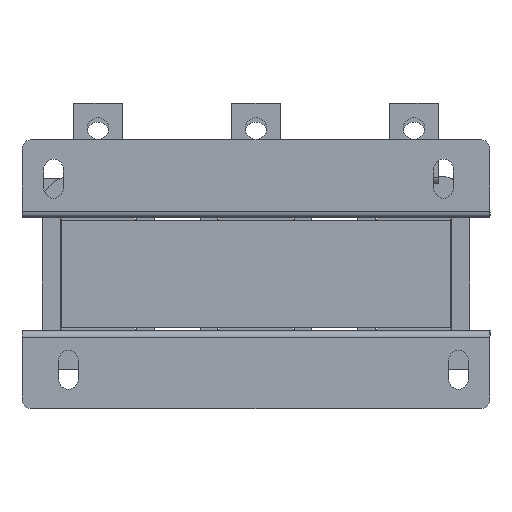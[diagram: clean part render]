
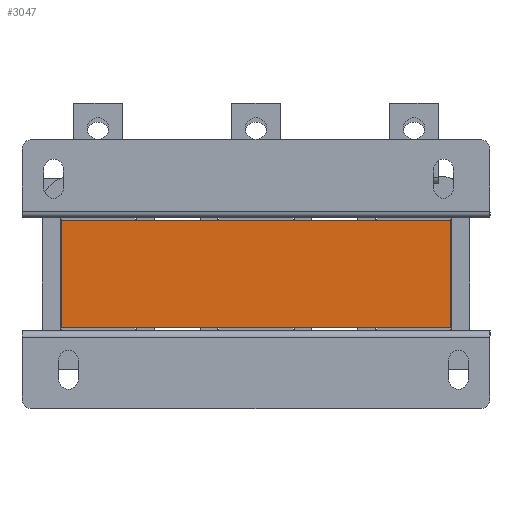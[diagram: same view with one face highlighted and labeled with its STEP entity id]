
A CAD part, front view. The second image highlights one B-rep face of the part: STEP entity #3047.
In plain terms, the highlighted planar face has unit normal (0, -1, 0).
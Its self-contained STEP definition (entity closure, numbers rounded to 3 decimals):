
#73 = LINE ( 'NONE', #4194, #884 ) ;
#193 = EDGE_CURVE ( 'NONE', #5519, #364, #73, .T. ) ;
#250 = DIRECTION ( 'NONE',  ( 0., 1., 0. ) ) ;
#364 = VERTEX_POINT ( 'NONE', #4972 ) ;
#665 = EDGE_CURVE ( 'NONE', #364, #3097, #5894, .T. ) ;
#699 = CARTESIAN_POINT ( 'NONE',  ( -100., -19., 55. ) ) ;
#705 = CARTESIAN_POINT ( 'NONE',  ( -100., -19., 55. ) ) ;
#759 = VECTOR ( 'NONE', #2818, 1000. ) ;
#774 = VECTOR ( 'NONE', #1396, 1000. ) ;
#884 = VECTOR ( 'NONE', #2076, 1000. ) ;
#1209 = VECTOR ( 'NONE', #6477, 1000. ) ;
#1396 = DIRECTION ( 'NONE',  ( 0., 0., -1. ) ) ;
#1467 = CARTESIAN_POINT ( 'NONE',  ( 100., -19., 55. ) ) ;
#2032 = CARTESIAN_POINT ( 'NONE',  ( -100., -19., 55. ) ) ;
#2076 = DIRECTION ( 'NONE',  ( 0., 0., -1. ) ) ;
#2127 = EDGE_LOOP ( 'NONE', ( #3128, #6331, #4397, #5400 ) ) ;
#2601 = CARTESIAN_POINT ( 'NONE',  ( 100., -19., 55. ) ) ;
#2818 = DIRECTION ( 'NONE',  ( 1., 0., 0. ) ) ;
#3047 = ADVANCED_FACE ( 'NONE', ( #3404 ), #3371, .F. ) ;
#3097 = VERTEX_POINT ( 'NONE', #3924 ) ;
#3128 = ORIENTED_EDGE ( 'NONE', *, *, #665, .T. ) ;
#3137 = EDGE_CURVE ( 'NONE', #4303, #3097, #6672, .T. ) ;
#3251 = CARTESIAN_POINT ( 'NONE',  ( -100., -19., 0. ) ) ;
#3371 = PLANE ( 'NONE',  #3416 ) ;
#3404 = FACE_OUTER_BOUND ( 'NONE', #2127, .T. ) ;
#3416 = AXIS2_PLACEMENT_3D ( 'NONE', #699, #250, #6561 ) ;
#3621 = EDGE_CURVE ( 'NONE', #5519, #4303, #6600, .T. ) ;
#3924 = CARTESIAN_POINT ( 'NONE',  ( 100., -19., 0. ) ) ;
#4194 = CARTESIAN_POINT ( 'NONE',  ( -100., -19., 55. ) ) ;
#4303 = VERTEX_POINT ( 'NONE', #2601 ) ;
#4397 = ORIENTED_EDGE ( 'NONE', *, *, #3621, .F. ) ;
#4972 = CARTESIAN_POINT ( 'NONE',  ( -100., -19., 0. ) ) ;
#5400 = ORIENTED_EDGE ( 'NONE', *, *, #193, .T. ) ;
#5519 = VERTEX_POINT ( 'NONE', #2032 ) ;
#5894 = LINE ( 'NONE', #3251, #1209 ) ;
#6331 = ORIENTED_EDGE ( 'NONE', *, *, #3137, .F. ) ;
#6477 = DIRECTION ( 'NONE',  ( 1., 0., 0. ) ) ;
#6561 = DIRECTION ( 'NONE',  ( 0., 0., 1. ) ) ;
#6600 = LINE ( 'NONE', #705, #759 ) ;
#6672 = LINE ( 'NONE', #1467, #774 ) ;
